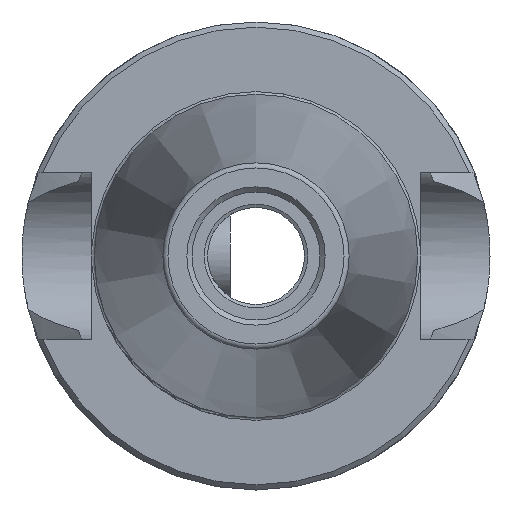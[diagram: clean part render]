
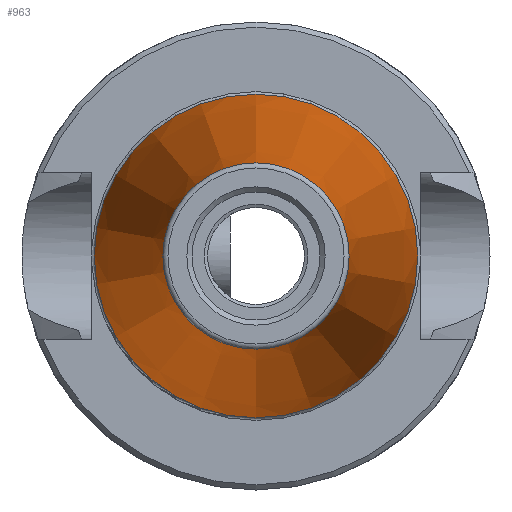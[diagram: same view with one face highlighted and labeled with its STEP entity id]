
A CAD part, left-side view. The second image highlights one B-rep face of the part: STEP entity #963.
In plain terms, the highlighted conical face has half-angle 7.973 degrees and reference radius 15.875 mm.
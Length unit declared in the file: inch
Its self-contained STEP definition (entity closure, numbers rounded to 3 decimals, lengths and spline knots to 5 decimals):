
#123=FACE_OUTER_BOUND('',#186,.T.);
#186=EDGE_LOOP('',(#784,#785,#786,#787,#788));
#257=LINE('',#1821,#313);
#313=VECTOR('',#1343,0.625);
#348=CIRCLE('',#1071,0.35991);
#355=CIRCLE('',#1084,0.625);
#356=CIRCLE('',#1085,0.625);
#452=VERTEX_POINT('',#1796);
#458=VERTEX_POINT('',#1818);
#459=VERTEX_POINT('',#1819);
#566=EDGE_CURVE('',#452,#452,#348,.T.);
#576=EDGE_CURVE('',#458,#459,#355,.T.);
#577=EDGE_CURVE('',#459,#452,#257,.T.);
#578=EDGE_CURVE('',#459,#458,#356,.T.);
#784=ORIENTED_EDGE('',*,*,#576,.T.);
#785=ORIENTED_EDGE('',*,*,#577,.T.);
#786=ORIENTED_EDGE('',*,*,#566,.T.);
#787=ORIENTED_EDGE('',*,*,#577,.F.);
#788=ORIENTED_EDGE('',*,*,#578,.T.);
#879=CONICAL_SURFACE('',#1083,0.625,0.139);
#963=ADVANCED_FACE('',(#123),#879,.T.);
#1071=AXIS2_PLACEMENT_3D('',#1797,#1312,#1313);
#1083=AXIS2_PLACEMENT_3D('',#1817,#1339,#1340);
#1084=AXIS2_PLACEMENT_3D('',#1820,#1341,#1342);
#1085=AXIS2_PLACEMENT_3D('',#1822,#1344,#1345);
#1312=DIRECTION('center_axis',(1.,0.,0.));
#1313=DIRECTION('ref_axis',(0.,0.,1.));
#1339=DIRECTION('center_axis',(1.,0.,0.));
#1340=DIRECTION('ref_axis',(0.,0.,-1.));
#1341=DIRECTION('center_axis',(-1.,0.,0.));
#1342=DIRECTION('ref_axis',(0.,0.,1.));
#1343=DIRECTION('',(-0.99,0.,-0.139));
#1344=DIRECTION('center_axis',(-1.,0.,0.));
#1345=DIRECTION('ref_axis',(0.,0.,1.));
#1796=CARTESIAN_POINT('',(-1.89277,0.,0.35991));
#1797=CARTESIAN_POINT('Origin',(-1.89277,0.,0.));
#1817=CARTESIAN_POINT('Origin',(0.,0.,0.));
#1818=CARTESIAN_POINT('',(0.,0.,-0.625));
#1819=CARTESIAN_POINT('',(0.,0.,0.625));
#1820=CARTESIAN_POINT('Origin',(0.,0.,0.));
#1821=CARTESIAN_POINT('',(0.,0.,0.625));
#1822=CARTESIAN_POINT('Origin',(0.,0.,0.));
